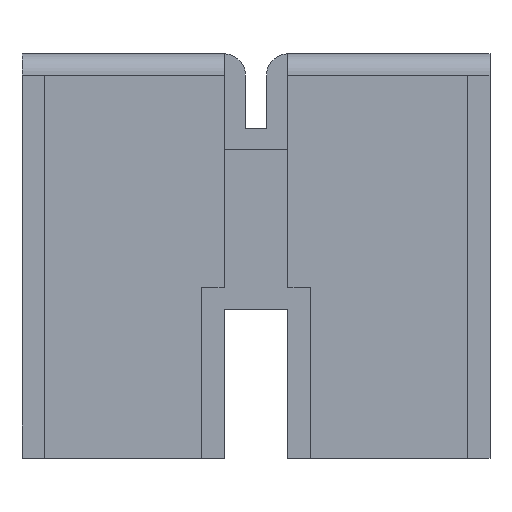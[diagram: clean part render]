
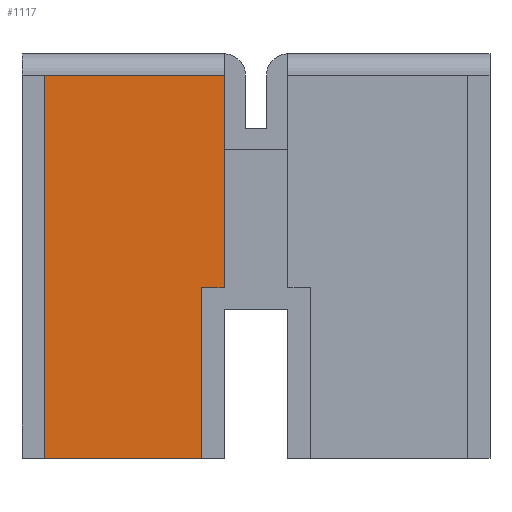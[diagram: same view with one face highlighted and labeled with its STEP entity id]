
A CAD part, top view. The second image highlights one B-rep face of the part: STEP entity #1117.
In plain terms, the highlighted planar face has unit normal (0, 0, 1).
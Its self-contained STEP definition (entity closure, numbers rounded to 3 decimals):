
#49=PLANE('',#1203);
#103=LINE('',#1642,#244);
#110=LINE('',#1656,#251);
#156=LINE('',#1743,#297);
#164=LINE('',#1763,#305);
#166=LINE('',#1768,#307);
#183=LINE('',#1805,#324);
#244=VECTOR('',#1312,10.);
#251=VECTOR('',#1323,10.);
#297=VECTOR('',#1397,10.);
#305=VECTOR('',#1417,10.);
#307=VECTOR('',#1421,10.);
#324=VECTOR('',#1460,10.);
#396=FACE_OUTER_BOUND('',#454,.T.);
#454=EDGE_LOOP('',(#988,#989,#990,#991,#992,#993));
#530=VERTEX_POINT('',#1640);
#531=VERTEX_POINT('',#1641);
#536=VERTEX_POINT('',#1655);
#563=VERTEX_POINT('',#1741);
#569=VERTEX_POINT('',#1761);
#570=VERTEX_POINT('',#1765);
#646=EDGE_CURVE('',#530,#531,#103,.T.);
#653=EDGE_CURVE('',#536,#530,#110,.T.);
#699=EDGE_CURVE('',#563,#536,#156,.T.);
#708=EDGE_CURVE('',#563,#569,#164,.T.);
#710=EDGE_CURVE('',#570,#569,#166,.T.);
#729=EDGE_CURVE('',#531,#570,#183,.T.);
#988=ORIENTED_EDGE('',*,*,#708,.T.);
#989=ORIENTED_EDGE('',*,*,#710,.F.);
#990=ORIENTED_EDGE('',*,*,#729,.F.);
#991=ORIENTED_EDGE('',*,*,#646,.F.);
#992=ORIENTED_EDGE('',*,*,#653,.F.);
#993=ORIENTED_EDGE('',*,*,#699,.F.);
#1117=ADVANCED_FACE('',(#396),#49,.F.);
#1203=AXIS2_PLACEMENT_3D('',#1804,#1458,#1459);
#1312=DIRECTION('',(0.,-1.,0.));
#1323=DIRECTION('',(-1.,0.,0.));
#1397=DIRECTION('',(0.,-1.,0.));
#1417=DIRECTION('',(-1.,0.,0.));
#1421=DIRECTION('',(0.,1.,0.));
#1458=DIRECTION('center_axis',(0.,0.,-1.));
#1459=DIRECTION('ref_axis',(-1.,0.,0.));
#1460=DIRECTION('',(-1.,0.,0.));
#1640=CARTESIAN_POINT('',(-5.1,-2.,1.4));
#1641=CARTESIAN_POINT('',(-5.1,-18.,1.4));
#1642=CARTESIAN_POINT('',(-5.1,9.5,1.4));
#1655=CARTESIAN_POINT('',(-3.,-2.,1.4));
#1656=CARTESIAN_POINT('',(-3.525,-2.,1.4));
#1741=CARTESIAN_POINT('',(-3.,18.,1.4));
#1743=CARTESIAN_POINT('',(-3.,20.,1.4));
#1761=CARTESIAN_POINT('',(-19.9,18.,1.4));
#1763=CARTESIAN_POINT('',(-3.525,18.,1.4));
#1765=CARTESIAN_POINT('',(-19.9,-18.,1.4));
#1768=CARTESIAN_POINT('',(-19.9,9.5,1.4));
#1804=CARTESIAN_POINT('Origin',(-12.5,1.,1.4));
#1805=CARTESIAN_POINT('',(-3.,-18.,1.4));
